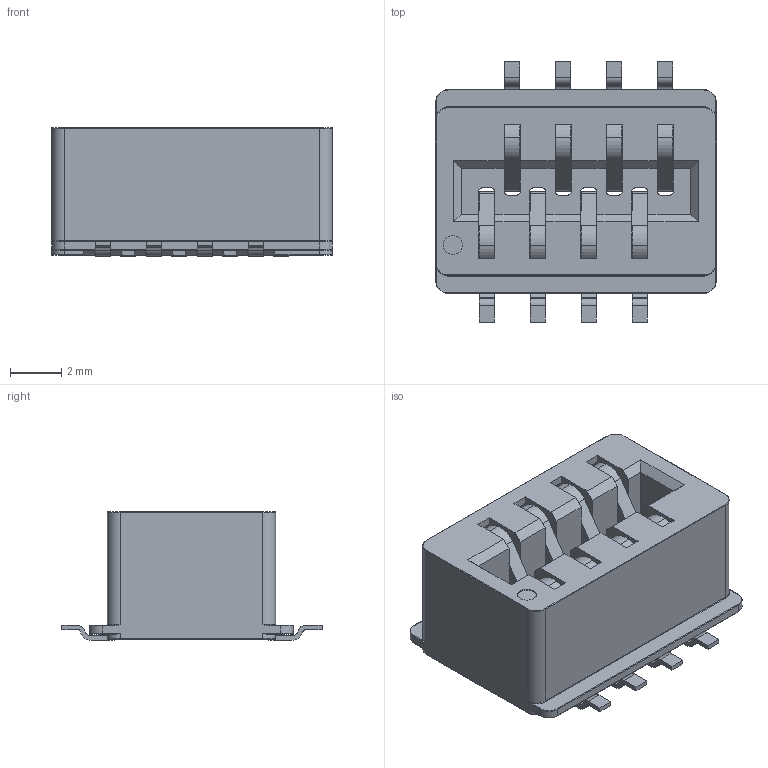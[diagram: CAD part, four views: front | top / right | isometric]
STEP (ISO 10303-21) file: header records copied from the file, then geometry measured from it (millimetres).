
FILE_DESCRIPTION(/* description */ ('Unknown'),/* implementation_level */ '2;1');
FILE_NAME(/* name */ '009159008603906',/* time_stamp */ '2024-03-22T10:35:53+02:00',/* author */ ('Unknown'),/* organization */ ('Unknown'),/* preprocessor_version */ 'ST-DEVELOPER v18.102',/* originating_system */ 'Solid Edge',/* authorisation */ 'Unknown');
FILE_SCHEMA (('AUTOMOTIVE_DESIGN {1 0 10303 214 3 1 1}'));
Length unit declared in the file: millimetre
Products named in the file (1): 009159008603906
Bounding box: 11 x 10.2 x 5.05 mm (x, y, z)
Volume: 231.3 mm3; surface area: 763.3 mm2
Topology: 9 solids, 9 shells, 501 faces, 1406 edges, 908 vertices
Faces by surface type: plane 307, cylinder 162, torus 28, bspline 4
Full cylindrical faces by diameter (mm): 0.75 x2
Entity records: 16137 total; most frequent: CARTESIAN_POINT 2890, ORIENTED_EDGE 2800, DIRECTION 2732, EDGE_CURVE 1400, LINE 1040, VECTOR 1040, VERTEX_POINT 908, AXIS2_PLACEMENT_3D 846
